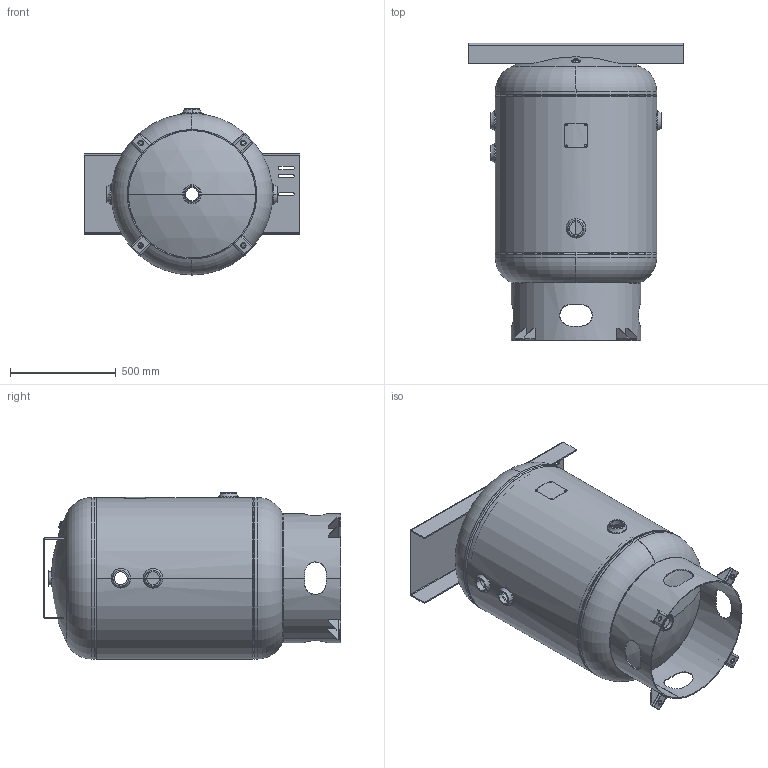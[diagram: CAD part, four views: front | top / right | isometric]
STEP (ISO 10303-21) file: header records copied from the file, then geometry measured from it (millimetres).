
FILE_DESCRIPTION (( 'STEP AP203' ), '1' );
FILE_NAME ('302424.STEP', '2012-02-03T23:37:56', ( '' ), ( '' ), 'SwSTEP 2.0', 'SolidWorks 2011', '' );
FILE_SCHEMA (( 'CONFIG_CONTROL_DESIGN' ));
Length unit declared in the file: inch
Products named in the file (1): 302424
Bounding box: 1016 x 1402.42 x 783.39 mm (x, y, z)
Surface area: 8383674 mm2 (no closed solid volume)
Topology: 0 solids, 20 shells, 288 faces, 816 edges, 526 vertices
Faces by surface type: plane 112, cylinder 98, torus 50, bspline 20, sphere 8
Entity records: 16323 total; most frequent: CARTESIAN_POINT 8778, DIRECTION 1622, ORIENTED_EDGE 1416, EDGE_CURVE 816, AXIS2_PLACEMENT_3D 623, VERTEX_POINT 526, VECTOR 376, LINE 376
